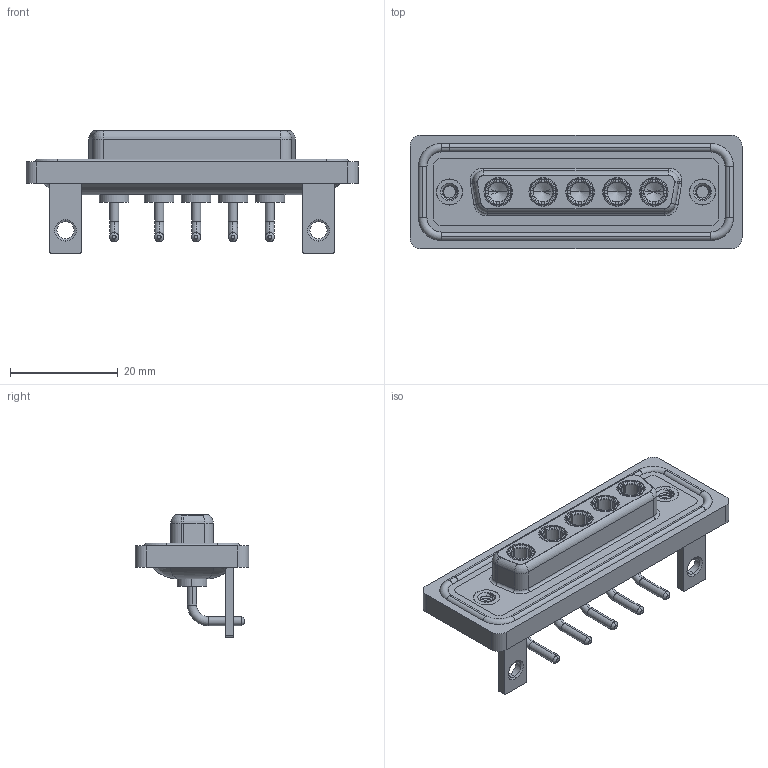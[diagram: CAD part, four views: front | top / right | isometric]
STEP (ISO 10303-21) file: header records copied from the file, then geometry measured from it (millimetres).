
FILE_DESCRIPTION (( 'STEP AP203' ), '1' );
FILE_NAME ('630W5W5-640-1N4.STEP', '2024-04-12T00:39:39', ( '' ), ( '' ), 'SwSTEP 2.0', 'SolidWorks 2023', '' );
FILE_SCHEMA (( 'CONFIG_CONTROL_DESIGN' ));
Length unit declared in the file: millimetre
Products named in the file (8): 630Combo Shell Rear_25 Contacts; 630W5W5-640-1N4; 630Combo Stabilizer Bracket_50 Contacts; 630Combo Shell Front_25 Contacts; Power Socket_10A RA; 630Combo Housing_5W5; 630Combo Threaded Rivet_2; 630Combo Waterproof Housing_25 Contacts
Assembly tree (13 placements, depth 2):
  630W5W5-640-1N4
    630Combo Housing_5W5
    630Combo Shell Front_25 Contacts
    630Combo Shell Rear_25 Contacts
    630Combo Threaded Rivet_2  x2
    630Combo Stabilizer Bracket_50 Contacts  x2
    Power Socket_10A RA  x5
    630Combo Waterproof Housing_25 Contacts
Bounding box: 61.75 x 21.1 x 22.8 mm (x, y, z)
Volume: 8512.8 mm3; surface area: 14294.9 mm2
Topology: 19 solids, 19 shells, 824 faces, 2123 edges, 1355 vertices
Faces by surface type: cylinder 337, plane 270, torus 101, cone 101, bspline 15
Entity records: 17319 total; most frequent: CARTESIAN_POINT 4670, DIRECTION 2574, ORIENTED_EDGE 2388, EDGE_CURVE 1194, AXIS2_PLACEMENT_3D 1030, VERTEX_POINT 761, CIRCLE 547, EDGE_LOOP 529
